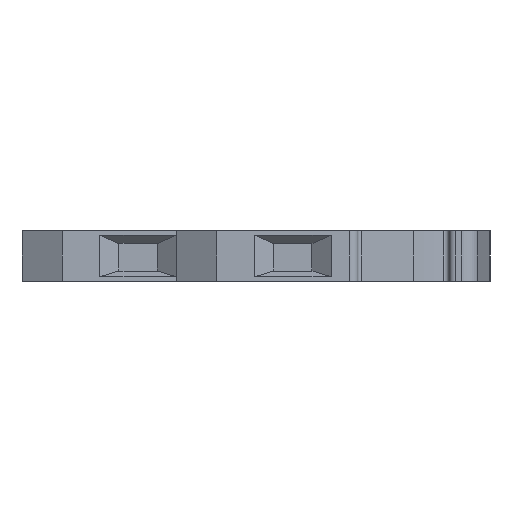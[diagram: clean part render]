
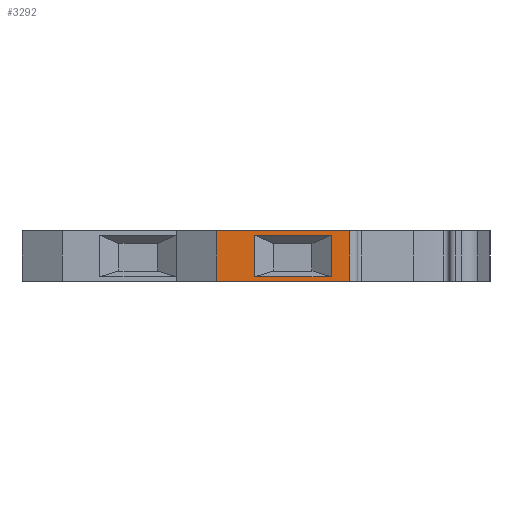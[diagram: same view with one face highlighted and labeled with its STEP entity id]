
A CAD part, left-side view. The second image highlights one B-rep face of the part: STEP entity #3292.
In plain terms, the highlighted planar face has unit normal (-1, 0, 0).
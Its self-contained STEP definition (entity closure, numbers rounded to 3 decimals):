
#189=DIRECTION('',(0.,-1.,0.));
#190=VECTOR('',#189,15.9);
#191=CARTESIAN_POINT('',(-24.75,1.673,-3.));
#192=LINE('',#191,#190);
#653=DIRECTION('',(0.,0.,1.));
#654=VECTOR('',#653,6.);
#655=CARTESIAN_POINT('',(-24.75,-14.227,-3.));
#656=LINE('',#655,#654);
#657=DIRECTION('',(0.,0.,1.));
#658=VECTOR('',#657,6.);
#659=CARTESIAN_POINT('',(-24.75,1.673,-3.));
#660=LINE('',#659,#658);
#661=DIRECTION('',(0.,0.,1.));
#662=VECTOR('',#661,5.);
#663=CARTESIAN_POINT('',(-24.75,-12.027,-2.5));
#664=LINE('',#663,#662);
#665=DIRECTION('',(0.,1.,0.));
#666=VECTOR('',#665,9.2);
#667=CARTESIAN_POINT('',(-24.75,-12.027,2.5));
#668=LINE('',#667,#666);
#669=DIRECTION('',(0.,0.,1.));
#670=VECTOR('',#669,5.);
#671=CARTESIAN_POINT('',(-24.75,-2.827,-2.5));
#672=LINE('',#671,#670);
#673=DIRECTION('',(0.,1.,0.));
#674=VECTOR('',#673,9.2);
#675=CARTESIAN_POINT('',(-24.75,-12.027,-2.5));
#676=LINE('',#675,#674);
#1158=DIRECTION('',(0.,-1.,0.));
#1159=VECTOR('',#1158,15.9);
#1160=CARTESIAN_POINT('',(-24.75,1.673,3.));
#1161=LINE('',#1160,#1159);
#1824=CARTESIAN_POINT('',(-24.75,1.673,-3.));
#1825=VERTEX_POINT('',#1824);
#1826=CARTESIAN_POINT('',(-24.75,-14.227,-3.));
#1827=VERTEX_POINT('',#1826);
#2012=CARTESIAN_POINT('',(-24.75,1.673,3.));
#2013=VERTEX_POINT('',#2012);
#2014=CARTESIAN_POINT('',(-24.75,-14.227,3.));
#2015=VERTEX_POINT('',#2014);
#2140=CARTESIAN_POINT('',(-24.75,-12.027,-2.5));
#2141=CARTESIAN_POINT('',(-24.75,-12.027,2.5));
#2142=VERTEX_POINT('',#2140);
#2143=VERTEX_POINT('',#2141);
#2144=CARTESIAN_POINT('',(-24.75,-2.827,-2.5));
#2145=CARTESIAN_POINT('',(-24.75,-2.827,2.5));
#2146=VERTEX_POINT('',#2144);
#2147=VERTEX_POINT('',#2145);
#3269=CARTESIAN_POINT('',(-24.75,1.673,-3.));
#3270=DIRECTION('',(-1.,0.,0.));
#3271=DIRECTION('',(0.,-1.,0.));
#3272=AXIS2_PLACEMENT_3D('',#3269,#3270,#3271);
#3273=PLANE('',#3272);
#3274=ORIENTED_EDGE('',*,*,#2369,.F.);
#3276=ORIENTED_EDGE('',*,*,#3275,.T.);
#3278=ORIENTED_EDGE('',*,*,#3277,.T.);
#3279=ORIENTED_EDGE('',*,*,#3261,.F.);
#3280=EDGE_LOOP('',(#3274,#3276,#3278,#3279));
#3281=FACE_OUTER_BOUND('',#3280,.F.);
#3283=ORIENTED_EDGE('',*,*,#3282,.T.);
#3285=ORIENTED_EDGE('',*,*,#3284,.T.);
#3287=ORIENTED_EDGE('',*,*,#3286,.F.);
#3289=ORIENTED_EDGE('',*,*,#3288,.F.);
#3290=EDGE_LOOP('',(#3283,#3285,#3287,#3289));
#3291=FACE_BOUND('',#3290,.F.);
#2369=EDGE_CURVE('',#1825,#1827,#192,.T.);
#3261=EDGE_CURVE('',#1827,#2015,#656,.T.);
#3275=EDGE_CURVE('',#1825,#2013,#660,.T.);
#3277=EDGE_CURVE('',#2013,#2015,#1161,.T.);
#3282=EDGE_CURVE('',#2142,#2143,#664,.T.);
#3284=EDGE_CURVE('',#2143,#2147,#668,.T.);
#3286=EDGE_CURVE('',#2146,#2147,#672,.T.);
#3288=EDGE_CURVE('',#2142,#2146,#676,.T.);
#3292=ADVANCED_FACE('',(#3281,#3291),#3273,.T.);
